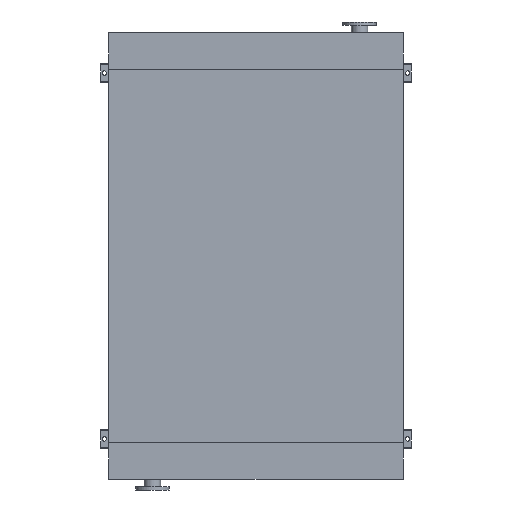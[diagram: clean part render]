
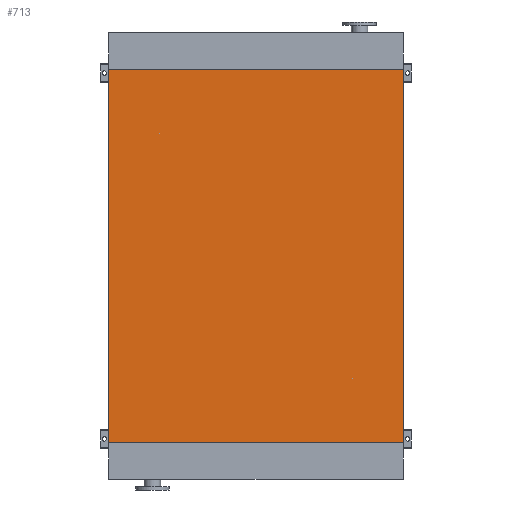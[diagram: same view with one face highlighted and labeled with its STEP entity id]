
A CAD part, front view. The second image highlights one B-rep face of the part: STEP entity #713.
In plain terms, the highlighted planar face has unit normal (0, -1, 0).
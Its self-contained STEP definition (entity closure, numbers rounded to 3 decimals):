
#713 = ADVANCED_FACE ( 'NONE', ( #3302 ), #1019, .T. ) ;
#809 = DIRECTION ( 'NONE',  ( 0., 0., -1. ) ) ;
#837 = DIRECTION ( 'NONE',  ( 0., -1., 0. ) ) ;
#842 = CARTESIAN_POINT ( 'NONE',  ( -965., 0., -2450. ) ) ;
#1019 = PLANE ( 'NONE',  #2528 ) ;
#2167 = LINE ( 'NONE', #13865, #17433 ) ;
#2528 = AXIS2_PLACEMENT_3D ( 'NONE', #842, #837, #809 ) ;
#3043 = LINE ( 'NONE', #5709, #10894 ) ;
#3302 = FACE_OUTER_BOUND ( 'NONE', #9266, .T. ) ;
#4087 = CARTESIAN_POINT ( 'NONE',  ( 965., 0., -2450. ) ) ;
#5321 = EDGE_CURVE ( 'NONE', #5434, #17750, #6016, .T. ) ;
#5430 = LINE ( 'NONE', #11591, #8887 ) ;
#5434 = VERTEX_POINT ( 'NONE', #12126 ) ;
#5476 = DIRECTION ( 'NONE',  ( 0., 0., 1. ) ) ;
#5709 = CARTESIAN_POINT ( 'NONE',  ( 965., 0., -2450. ) ) ;
#6016 = LINE ( 'NONE', #10131, #12677 ) ;
#6950 = DIRECTION ( 'NONE',  ( 0., 0., 1. ) ) ;
#8430 = EDGE_CURVE ( 'NONE', #8452, #17467, #3043, .T. ) ;
#8452 = VERTEX_POINT ( 'NONE', #4087 ) ;
#8887 = VECTOR ( 'NONE', #15126, 1000. ) ;
#9250 = EDGE_CURVE ( 'NONE', #17750, #17467, #5430, .T. ) ;
#9266 = EDGE_LOOP ( 'NONE', ( #10944, #11333, #17490, #9349 ) ) ;
#9349 = ORIENTED_EDGE ( 'NONE', *, *, #8430, .T. ) ;
#9466 = EDGE_CURVE ( 'NONE', #5434, #8452, #2167, .T. ) ;
#10131 = CARTESIAN_POINT ( 'NONE',  ( -965., 0., -2450. ) ) ;
#10894 = VECTOR ( 'NONE', #5476, 1000. ) ;
#10944 = ORIENTED_EDGE ( 'NONE', *, *, #9250, .F. ) ;
#11333 = ORIENTED_EDGE ( 'NONE', *, *, #5321, .F. ) ;
#11591 = CARTESIAN_POINT ( 'NONE',  ( -965., 0., 0. ) ) ;
#11950 = CARTESIAN_POINT ( 'NONE',  ( 965., 0., 0. ) ) ;
#12126 = CARTESIAN_POINT ( 'NONE',  ( -965., 0., -2450. ) ) ;
#12677 = VECTOR ( 'NONE', #6950, 1000. ) ;
#13749 = CARTESIAN_POINT ( 'NONE',  ( -965., 0., 0. ) ) ;
#13865 = CARTESIAN_POINT ( 'NONE',  ( -965., 0., -2450. ) ) ;
#15126 = DIRECTION ( 'NONE',  ( 1., 0., 0. ) ) ;
#15152 = DIRECTION ( 'NONE',  ( 1., 0., 0. ) ) ;
#17433 = VECTOR ( 'NONE', #15152, 1000. ) ;
#17467 = VERTEX_POINT ( 'NONE', #11950 ) ;
#17490 = ORIENTED_EDGE ( 'NONE', *, *, #9466, .T. ) ;
#17750 = VERTEX_POINT ( 'NONE', #13749 ) ;
